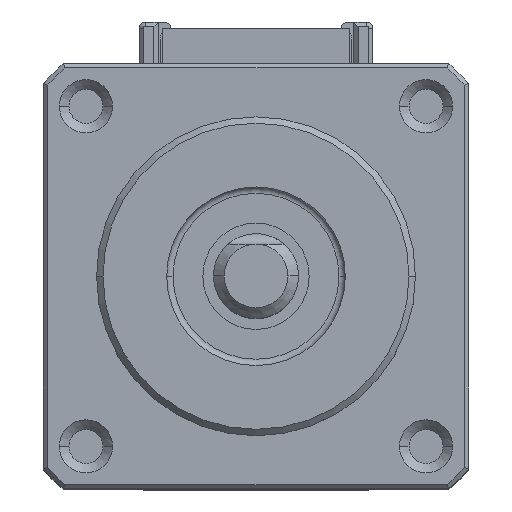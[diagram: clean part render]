
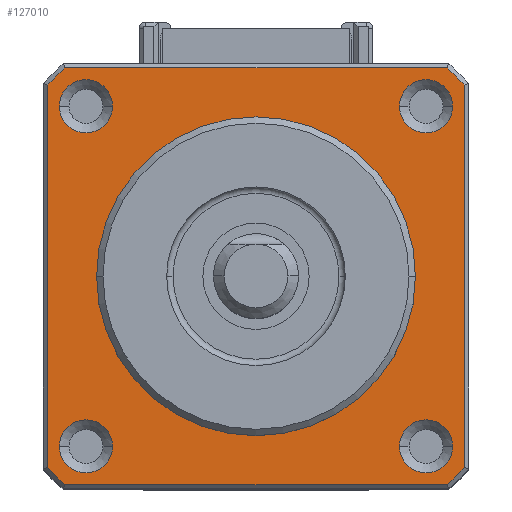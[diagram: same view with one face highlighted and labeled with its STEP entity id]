
A CAD part, top view. The second image highlights one B-rep face of the part: STEP entity #127010.
In plain terms, the highlighted planar face has unit normal (0, 0, 1).
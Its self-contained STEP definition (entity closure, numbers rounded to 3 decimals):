
#106700=CARTESIAN_POINT('',(-8.992,-9.8,0.));
#106710=VERTEX_POINT('',#106700);
#106740=CARTESIAN_POINT('',(0.,-9.8,0.));
#106750=DIRECTION('',(1.,0.,-0.));
#106760=VECTOR('',#106750,1.);
#106770=LINE('',#106740,#106760);
#106780=CARTESIAN_POINT('',(8.992,-9.8,0.));
#106790=VERTEX_POINT('',#106780);
#106800=EDGE_CURVE('',#106710,#106790,#106770,.T.);
#107160=CARTESIAN_POINT('',(0.,0.,
0.));
#107170=DIRECTION('',(-0.,-0.,1.));
#107180=DIRECTION('',(-1.,0.,-0.));
#107190=AXIS2_PLACEMENT_3D('',#107160,#107170,#107180);
#107200=CIRCLE('',#107190,13.3);
#107210=CARTESIAN_POINT('',(9.8,-8.992,0.));
#107220=VERTEX_POINT('',#107210);
#107230=EDGE_CURVE('',#106790,#107220,#107200,.T.);
#107650=CARTESIAN_POINT('',(9.8,0.,0.));
#107660=DIRECTION('',(0.,1.,-0.));
#107670=VECTOR('',#107660,1.);
#107680=LINE('',#107650,#107670);
#107690=CARTESIAN_POINT('',(9.8,8.992,0.));
#107700=VERTEX_POINT('',#107690);
#107710=EDGE_CURVE('',#107220,#107700,#107680,.T.);
#117580=CARTESIAN_POINT('',(-9.8,8.992,0.));
#117590=VERTEX_POINT('',#117580);
#117620=CARTESIAN_POINT('',(-9.8,0.,0.));
#117630=DIRECTION('',(0.,-1.,0.));
#117640=VECTOR('',#117630,1.);
#117650=LINE('',#117620,#117640);
#117660=CARTESIAN_POINT('',(-9.8,-8.992,
0.));
#117670=VERTEX_POINT('',#117660);
#117680=EDGE_CURVE('',#117590,#117670,#117650,.T.);
#118270=CARTESIAN_POINT('',(0.,0.,
0.));
#118280=DIRECTION('',(-0.,-0.,1.));
#118290=DIRECTION('',(-1.,0.,-0.));
#118300=AXIS2_PLACEMENT_3D('',#118270,#118280,#118290);
#118310=CIRCLE('',#118300,13.3);
#118320=EDGE_CURVE('',#117670,#106710,#118310,.T.);
#120720=CARTESIAN_POINT('',(0.,0.,0.
));
#120730=DIRECTION('',(-0.,-0.,1.));
#120740=DIRECTION('',(-1.,0.,-0.));
#120750=AXIS2_PLACEMENT_3D('',#120720,#120730,#120740);
#120760=CIRCLE('',#120750,13.3);
#120770=CARTESIAN_POINT('',(8.992,9.8,0.));
#120780=VERTEX_POINT('',#120770);
#120790=EDGE_CURVE('',#107700,#120780,#120760,.T.);
#121150=CARTESIAN_POINT('',(0.,9.8,-0.));
#121160=DIRECTION('',(-1.,0.,0.));
#121170=VECTOR('',#121160,1.);
#121180=LINE('',#121150,#121170);
#121190=CARTESIAN_POINT('',(-8.992,9.8,
0.));
#121200=VERTEX_POINT('',#121190);
#121210=EDGE_CURVE('',#120780,#121200,#121180,.T.);
#126050=CARTESIAN_POINT('',(-9.8,-9.8,0.));
#126060=DIRECTION('',(0.,0.,1.));
#126070=DIRECTION('',(1.,0.,-0.));
#126080=AXIS2_PLACEMENT_3D('',#126050,#126060,#126070);
#126090=PLANE('',#126080);
#126100=ORIENTED_EDGE('',*,*,#118320,.T.);
#126110=ORIENTED_EDGE('',*,*,#117680,.T.);
#126120=CARTESIAN_POINT('',(0.,0.,
0.));
#126130=DIRECTION('',(-0.,-0.,1.));
#126140=DIRECTION('',(-1.,0.,-0.));
#126150=AXIS2_PLACEMENT_3D('',#126120,#126130,#126140);
#126160=CIRCLE('',#126150,13.3);
#126170=EDGE_CURVE('',#121200,#117590,#126160,.T.);
#126180=ORIENTED_EDGE('',*,*,#126170,.T.);
#126190=ORIENTED_EDGE('',*,*,#121210,.T.);
#126200=ORIENTED_EDGE('',*,*,#120790,.T.);
#126210=ORIENTED_EDGE('',*,*,#107710,.T.);
#126220=ORIENTED_EDGE('',*,*,#107230,.T.);
#126230=ORIENTED_EDGE('',*,*,#106800,.T.);
#126240=EDGE_LOOP('',(#126230,#126220,#126210,#126200,#126190,#126180,
#126110,#126100));
#126250=FACE_OUTER_BOUND('',#126240,.T.);
#126260=CARTESIAN_POINT('',(8.,8.,0.));
#126270=DIRECTION('',(-0.,-0.,-1.));
#126280=DIRECTION('',(1.,0.,0.));
#126290=AXIS2_PLACEMENT_3D('',#126260,#126270,#126280);
#126300=CIRCLE('',#126290,1.25);
#126310=CARTESIAN_POINT('',(6.75,8.,0.));
#126320=VERTEX_POINT('',#126310);
#126330=CARTESIAN_POINT('',(9.25,8.,0.));
#126340=VERTEX_POINT('',#126330);
#126350=EDGE_CURVE('',#126320,#126340,#126300,.T.);
#126360=ORIENTED_EDGE('',*,*,#126350,.T.);
#126370=EDGE_CURVE('',#126340,#126320,#126300,.T.);
#126380=ORIENTED_EDGE('',*,*,#126370,.T.);
#126390=EDGE_LOOP('',(#126380,#126360));
#126400=FACE_BOUND('',#126390,.T.);
#126410=CARTESIAN_POINT('',(-8.,8.,0.));
#126420=DIRECTION('',(-0.,-0.,-1.));
#126430=DIRECTION('',(1.,0.,0.));
#126440=AXIS2_PLACEMENT_3D('',#126410,#126420,#126430);
#126450=CIRCLE('',#126440,1.25);
#126460=CARTESIAN_POINT('',(-9.25,8.,0.));
#126470=VERTEX_POINT('',#126460);
#126480=CARTESIAN_POINT('',(-6.75,8.,0.));
#126490=VERTEX_POINT('',#126480);
#126500=EDGE_CURVE('',#126470,#126490,#126450,.T.);
#126510=ORIENTED_EDGE('',*,*,#126500,.T.);
#126520=EDGE_CURVE('',#126490,#126470,#126450,.T.);
#126530=ORIENTED_EDGE('',*,*,#126520,.T.);
#126540=EDGE_LOOP('',(#126530,#126510));
#126550=FACE_BOUND('',#126540,.T.);
#126560=CARTESIAN_POINT('',(8.,-8.,0.));
#126570=DIRECTION('',(-0.,-0.,-1.));
#126580=DIRECTION('',(1.,0.,0.));
#126590=AXIS2_PLACEMENT_3D('',#126560,#126570,#126580);
#126600=CIRCLE('',#126590,1.25);
#126610=CARTESIAN_POINT('',(6.75,-8.,0.)
);
#126620=VERTEX_POINT('',#126610);
#126630=CARTESIAN_POINT('',(9.25,-8.,0.)
);
#126640=VERTEX_POINT('',#126630);
#126650=EDGE_CURVE('',#126620,#126640,#126600,.T.);
#126660=ORIENTED_EDGE('',*,*,#126650,.T.);
#126670=EDGE_CURVE('',#126640,#126620,#126600,.T.);
#126680=ORIENTED_EDGE('',*,*,#126670,.T.);
#126690=EDGE_LOOP('',(#126680,#126660));
#126700=FACE_BOUND('',#126690,.T.);
#126710=CARTESIAN_POINT('',(-8.,-8.,0.));
#126720=DIRECTION('',(-0.,-0.,-1.));
#126730=DIRECTION('',(1.,0.,0.));
#126740=AXIS2_PLACEMENT_3D('',#126710,#126720,#126730);
#126750=CIRCLE('',#126740,1.25);
#126760=CARTESIAN_POINT('',(-6.75,-8.,0.));
#126770=VERTEX_POINT('',#126760);
#126780=CARTESIAN_POINT('',(-9.25,-8.,0.));
#126790=VERTEX_POINT('',#126780);
#126800=EDGE_CURVE('',#126770,#126790,#126750,.T.);
#126810=ORIENTED_EDGE('',*,*,#126800,.T.);
#126820=EDGE_CURVE('',#126790,#126770,#126750,.T.);
#126830=ORIENTED_EDGE('',*,*,#126820,.T.);
#126840=EDGE_LOOP('',(#126830,#126810));
#126850=FACE_BOUND('',#126840,.T.);
#126860=CARTESIAN_POINT('',(0.,0.,0.
));
#126870=DIRECTION('',(0.,0.,1.));
#126880=DIRECTION('',(1.,0.,0.));
#126890=AXIS2_PLACEMENT_3D('',#126860,#126870,#126880);
#126900=CIRCLE('',#126890,7.5);
#126910=CARTESIAN_POINT('',(7.5,0.,
0.));
#126920=VERTEX_POINT('',#126910);
#126930=CARTESIAN_POINT('',(-7.5,0.,0.));
#126940=VERTEX_POINT('',#126930);
#126950=EDGE_CURVE('',#126920,#126940,#126900,.T.);
#126960=ORIENTED_EDGE('',*,*,#126950,.F.);
#126970=EDGE_CURVE('',#126940,#126920,#126900,.T.);
#126980=ORIENTED_EDGE('',*,*,#126970,.F.);
#126990=EDGE_LOOP('',(#126980,#126960));
#127000=FACE_BOUND('',#126990,.T.);
#127010=ADVANCED_FACE('',(#126250,#126400,#126550,#126700,#126850,
#127000),#126090,.T.);
